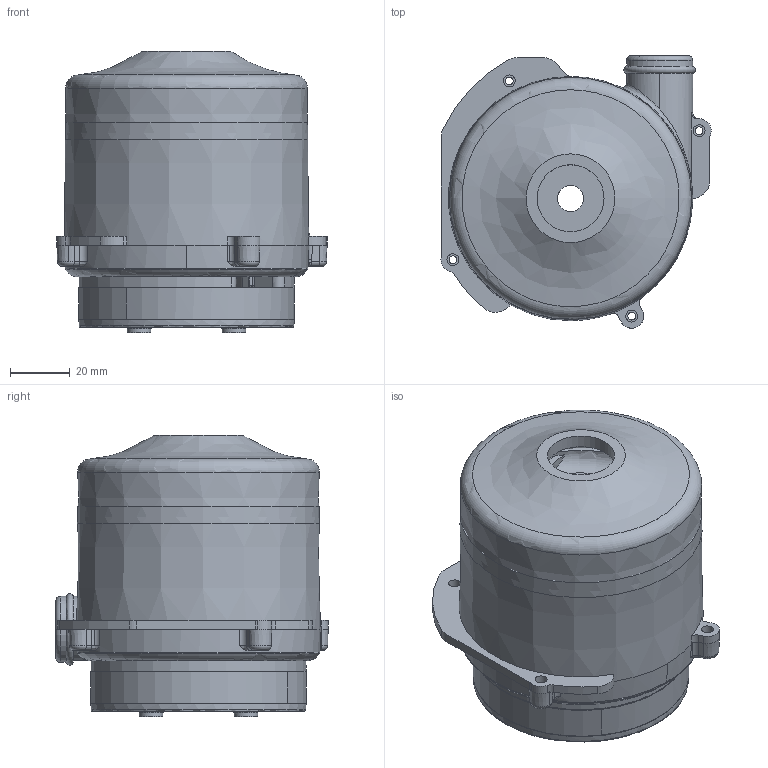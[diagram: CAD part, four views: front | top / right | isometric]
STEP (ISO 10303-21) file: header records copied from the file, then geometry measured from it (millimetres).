
FILE_DESCRIPTION(/* description */ ('HOOPS Exchange Step','CAx-IF Rec.Pracs.---Representation and Presentation of Product Manufacturing Information (PMI)---4.0---2014-10-13'),/* implementation_level */ '2;1');
FILE_NAME(/* name */ 'WS9290 Fan.step',/* time_stamp */ '2024-12-07T18:08:35-05:00',/* author */ (''),/* organization */ (''),/* preprocessor_version */ 'ST-DEVELOPER v20',/* originating_system */ 'Autodesk Translation Framework v13.20.0.188',/* authorisation */ '');
FILE_SCHEMA (('AP242_MANAGED_MODEL_BASED_3D_ENGINEERING_MIM_LF { 1 0 10303 442 1 1 4 }'));
Length unit declared in the file: millimetre
Products named in the file (1): root
Bounding box: 90.72 x 91.42 x 94.35 mm (x, y, z)
Volume: 145778.2 mm3; surface area: 95434.9 mm2
Topology: 4 solids, 4 shells, 369 faces, 1095 edges, 681 vertices
Faces by surface type: cylinder 133, plane 113, bspline 50, torus 38, cone 32, sphere 3
Full cylindrical faces by diameter (mm): 2.6 x4, 3.4 x4, 3.5 x4, 4 x4, 4.3 x4, 7 x4, 8.8 x1, 8.9 x1, 16 x1, 16.2 x1, 19 x1, 22.5 x2, 23.9 x2, 30.1 x2, 32.3 x2, 39.5 x1, 39.6 x1, 66 x2
Entity records: 22354 total; most frequent: CARTESIAN_POINT 12538, ORIENTED_EDGE 2188, DIRECTION 1988, EDGE_CURVE 1094, AXIS2_PLACEMENT_3D 841, VERTEX_POINT 681, EDGE_LOOP 442, CIRCLE 441
